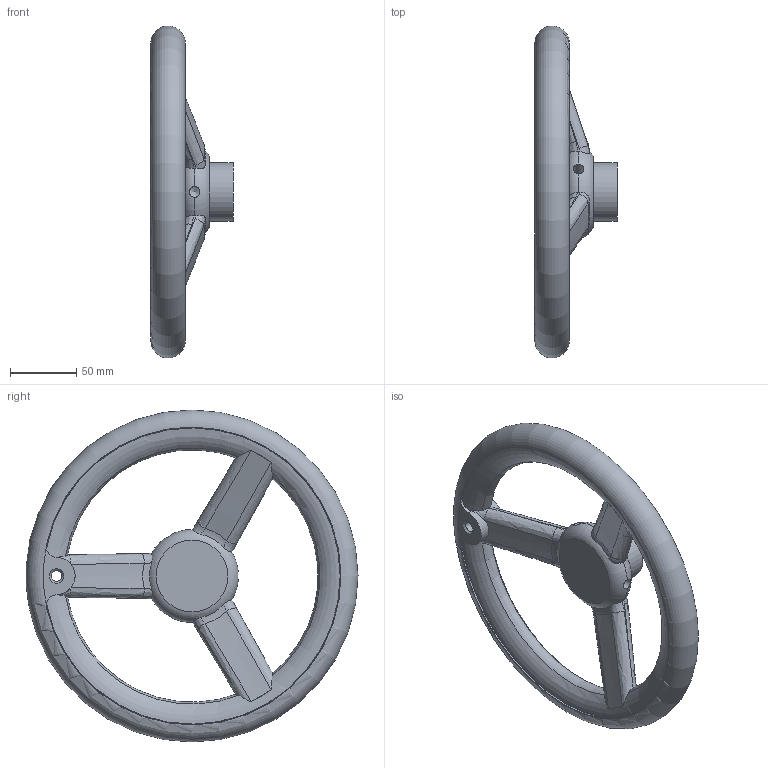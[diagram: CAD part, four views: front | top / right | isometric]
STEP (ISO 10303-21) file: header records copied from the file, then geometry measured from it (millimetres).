
FILE_DESCRIPTION(/* description */ (''),/* implementation_level */ '2;1');
FILE_NAME(/* name */ 'RP_250N.dxf',/* time_stamp */ '2012-11-23T16:20:02+08:00',/* author */ (''),/* organization */ (''),/* preprocessor_version */ 'ST-DEVELOPER v9',/* originating_system */ 'UGS - NX 4.0',/* authorisation */ '');
FILE_SCHEMA (('CONFIG_CONTROL_DESIGN'));
Length unit declared in the file: millimetre
Products named in the file (1): AdmiA12Axlsk
Bounding box: 62 x 250 x 250 mm (x, y, z)
Volume: 567434.7 mm3; surface area: 90400.9 mm2
Topology: 1 solids, 1 shells, 87 faces, 263 edges, 172 vertices
Faces by surface type: bspline 26, plane 17, torus 17, cone 15, cylinder 12
Full cylindrical faces by diameter (mm): 8 x4, 16 x1, 44 x1
Entity records: 3747 total; most frequent: CARTESIAN_POINT 1789, ORIENTED_EDGE 478, DIRECTION 253, EDGE_CURVE 239, B_SPLINE_CURVE_WITH_KNOTS 170, VERTEX_POINT 166, AXIS2_PLACEMENT_3D 122, EDGE_LOOP 104
